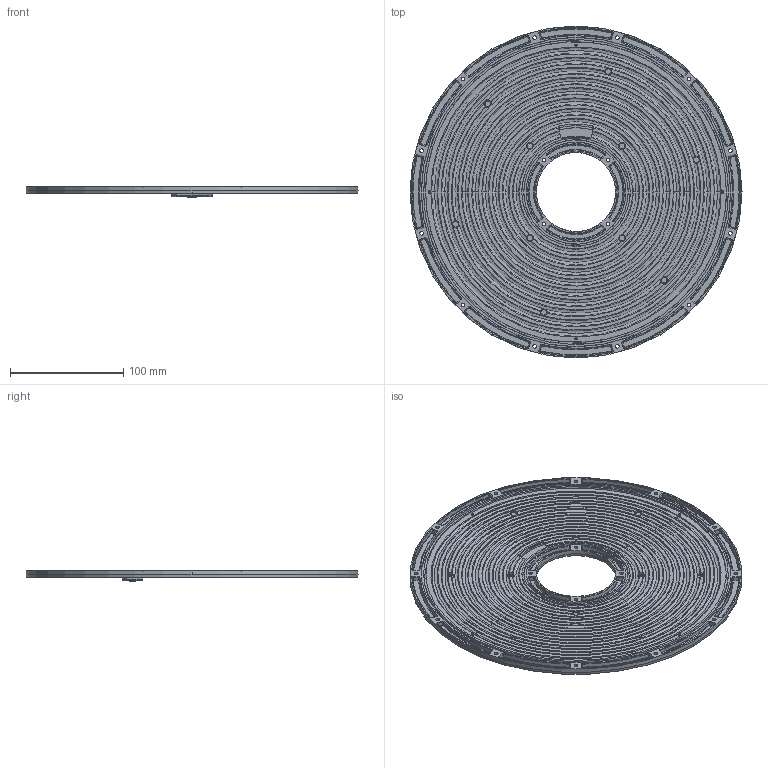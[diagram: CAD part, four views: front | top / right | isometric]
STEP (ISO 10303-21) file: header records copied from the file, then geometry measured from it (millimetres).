
FILE_DESCRIPTION (( 'STEP AP203' ), '1' );
FILE_NAME ('UFO293-200W-T90-20210302-KH.STEP', '2021-03-02T03:09:02', ( 'Windows 蚚誧' ), ( '' ), 'SwSTEP 2.0', 'SolidWorks 2019', '' );
FILE_SCHEMA (( 'CONFIG_CONTROL_DESIGN' ));
Products named in the file (1): UFO293-200W-T90-20210302-KH
Bounding box: 292.98 x 292.98 x 9 mm (x, y, z)
Volume: 207577.2 mm3; surface area: 175810.1 mm2
Topology: 1 solids, 1 shells, 1237 faces, 3262 edges, 2059 vertices
Faces by surface type: bspline 502, plane 290, cone 256, cylinder 185, torus 4
Entity records: 67196 total; most frequent: CARTESIAN_POINT 40579, ORIENTED_EDGE 6438, DIRECTION 4504, EDGE_CURVE 3219, VERTEX_POINT 2059, AXIS2_PLACEMENT_3D 1862, EDGE_LOOP 1348, ADVANCED_FACE 1237
